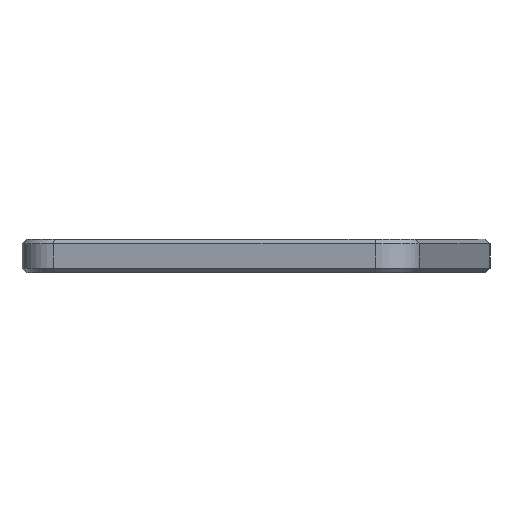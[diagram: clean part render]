
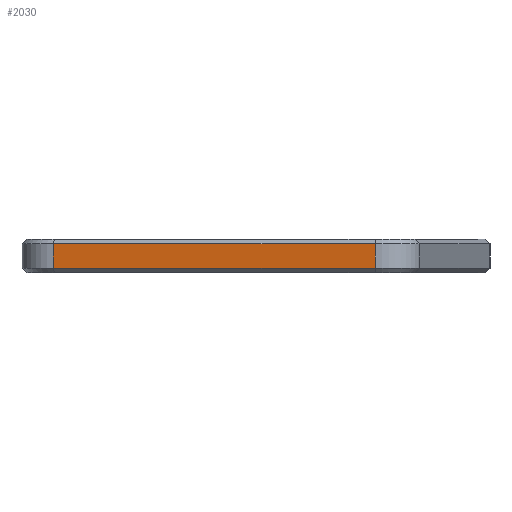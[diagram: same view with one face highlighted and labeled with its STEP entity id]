
A CAD part, left-side view. The second image highlights one B-rep face of the part: STEP entity #2030.
In plain terms, the highlighted planar face has unit normal (-0.985, 0.173, 0).
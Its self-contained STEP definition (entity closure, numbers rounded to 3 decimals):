
#256=FACE_OUTER_BOUND('',#389,.T.);
#389=EDGE_LOOP('',(#1576,#1577,#1578,#1579));
#569=LINE('',#3303,#752);
#582=LINE('',#3337,#765);
#583=LINE('',#3339,#766);
#584=LINE('',#3340,#767);
#752=VECTOR('',#2627,10.);
#765=VECTOR('',#2666,10.);
#766=VECTOR('',#2667,10.);
#767=VECTOR('',#2668,10.);
#948=VERTEX_POINT('',#3289);
#949=VERTEX_POINT('',#3302);
#957=VERTEX_POINT('',#3336);
#958=VERTEX_POINT('',#3338);
#1166=EDGE_CURVE('',#948,#949,#569,.T.);
#1183=EDGE_CURVE('',#957,#948,#582,.T.);
#1184=EDGE_CURVE('',#958,#957,#583,.T.);
#1185=EDGE_CURVE('',#958,#949,#584,.T.);
#1576=ORIENTED_EDGE('',*,*,#1166,.F.);
#1577=ORIENTED_EDGE('',*,*,#1183,.F.);
#1578=ORIENTED_EDGE('',*,*,#1184,.F.);
#1579=ORIENTED_EDGE('',*,*,#1185,.T.);
#1940=PLANE('',#2229);
#2030=ADVANCED_FACE('',(#256),#1940,.T.);
#2229=AXIS2_PLACEMENT_3D('',#3335,#2664,#2665);
#2627=DIRECTION('',(0.173,0.985,0.));
#2664=DIRECTION('center_axis',(-0.985,0.173,0.));
#2665=DIRECTION('ref_axis',(-0.173,-0.985,0.));
#2666=DIRECTION('',(0.,0.,-1.));
#2667=DIRECTION('',(-0.173,-0.985,0.));
#2668=DIRECTION('',(0.,0.,-1.));
#3289=CARTESIAN_POINT('',(71.547,-110.377,-5.09));
#3302=CARTESIAN_POINT('',(84.176,-38.544,-5.09));
#3303=CARTESIAN_POINT('',(81.863,-51.703,-5.09));
#3335=CARTESIAN_POINT('Origin',(84.176,-38.544,-3.59));
#3336=CARTESIAN_POINT('',(71.547,-110.377,0.41));
#3337=CARTESIAN_POINT('',(71.547,-110.377,-3.59));
#3338=CARTESIAN_POINT('',(84.176,-38.544,0.41));
#3339=CARTESIAN_POINT('',(81.863,-51.703,0.41));
#3340=CARTESIAN_POINT('',(84.176,-38.544,-3.59));
